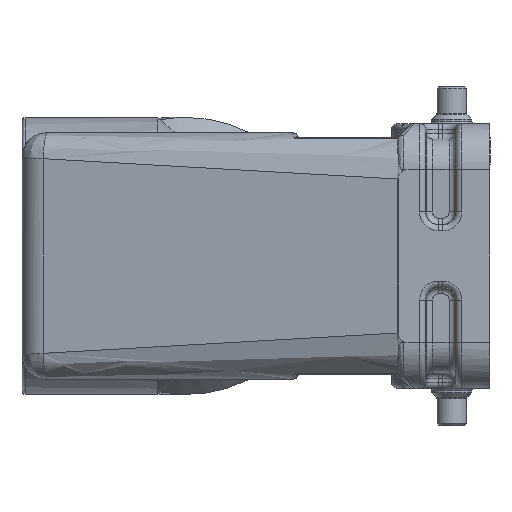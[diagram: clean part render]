
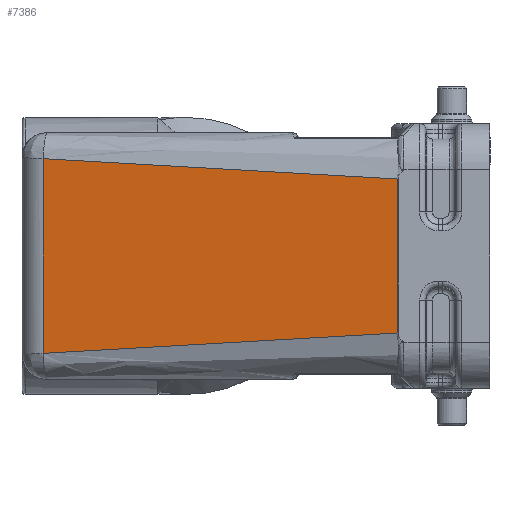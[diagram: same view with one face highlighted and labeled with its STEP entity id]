
A CAD part, left-side view. The second image highlights one B-rep face of the part: STEP entity #7386.
In plain terms, the highlighted planar face has unit normal (-0.99, 0.139, 0).
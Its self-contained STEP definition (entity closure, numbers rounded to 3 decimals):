
#6744=PLANE('',#18915);
#7386=ADVANCED_FACE('',(#8315),#6744,.T.);
#8315=FACE_OUTER_BOUND('',#9107,.T.);
#9107=EDGE_LOOP('',(#12457,#12458,#12459,#12460));
#12457=ORIENTED_EDGE('',*,*,#16058,.T.);
#12458=ORIENTED_EDGE('',*,*,#14532,.T.);
#12459=ORIENTED_EDGE('',*,*,#16059,.T.);
#12460=ORIENTED_EDGE('',*,*,#16060,.T.);
#13352=VERTEX_POINT('',#22148);
#13353=VERTEX_POINT('',#22150);
#14334=VERTEX_POINT('',#30598);
#14336=VERTEX_POINT('',#30754);
#14532=EDGE_CURVE('',#13353,#13352,#16390,.T.);
#16058=EDGE_CURVE('',#14334,#13353,#17080,.T.);
#16059=EDGE_CURVE('',#13352,#14336,#17081,.T.);
#16060=EDGE_CURVE('',#14336,#14334,#17082,.T.);
#16390=LINE('',#22149,#17181);
#17080=LINE('',#30752,#17937);
#17081=LINE('',#30753,#17938);
#17082=LINE('',#30755,#17939);
#17181=VECTOR('',#19122,1.);
#17937=VECTOR('',#21632,1.);
#17938=VECTOR('',#21633,1.);
#17939=VECTOR('',#21634,1.);
#18915=AXIS2_PLACEMENT_3D('',#30756,#21635,#21636);
#19122=DIRECTION('',(0.,0.,1.));
#21632=DIRECTION('',(-0.139,-0.989,0.057));
#21633=DIRECTION('',(0.139,0.989,0.057));
#21634=DIRECTION('',(0.,0.,-1.));
#21635=DIRECTION('',(-0.99,0.139,0.));
#21636=DIRECTION('',(-0.139,-0.99,0.));
#22148=CARTESIAN_POINT('',(-48.769,-55.829,12.504));
#22149=CARTESIAN_POINT('',(-48.769,-55.829,-12.504));
#22150=CARTESIAN_POINT('',(-48.769,-55.829,-12.504));
#30598=CARTESIAN_POINT('',(-40.69,1.659,-15.802));
#30752=CARTESIAN_POINT('',(-40.69,1.659,-15.802));
#30753=CARTESIAN_POINT('',(-48.769,-55.829,12.504));
#30754=CARTESIAN_POINT('',(-40.69,1.659,15.802));
#30755=CARTESIAN_POINT('',(-40.69,1.659,15.802));
#30756=CARTESIAN_POINT('',(-39.764,8.251,-16.802));
